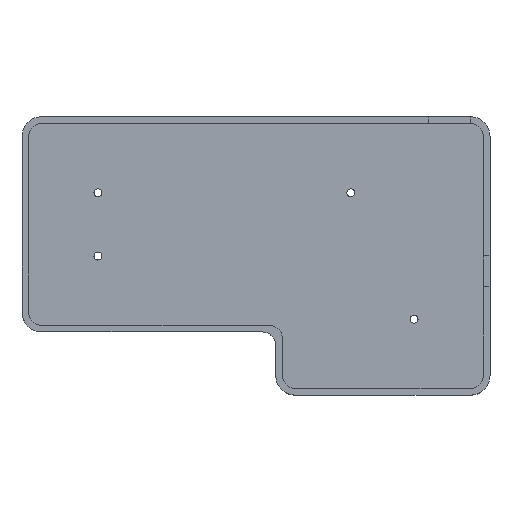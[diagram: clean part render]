
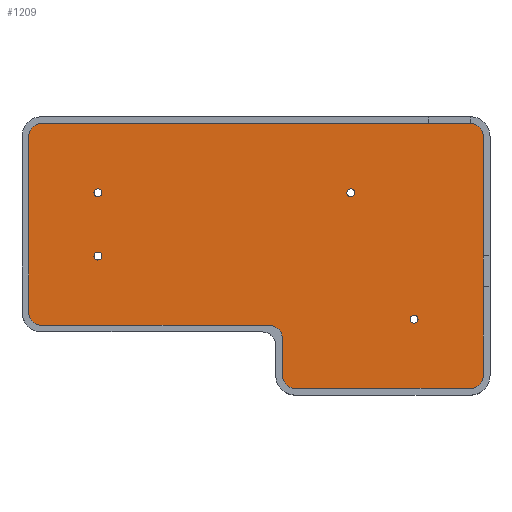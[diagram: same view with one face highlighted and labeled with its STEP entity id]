
A CAD part, top view. The second image highlights one B-rep face of the part: STEP entity #1209.
In plain terms, the highlighted planar face has unit normal (0, 0, 1).
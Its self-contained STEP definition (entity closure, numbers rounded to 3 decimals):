
#660 = VERTEX_POINT('',#661);
#661 = CARTESIAN_POINT('',(119.338,-60.988,1.6));
#669 = EDGE_CURVE('',#660,#660,#670,.T.);
#670 = CIRCLE('',#671,1.2);
#671 = AXIS2_PLACEMENT_3D('',#672,#673,#674);
#672 = CARTESIAN_POINT('',(118.138,-60.988,1.6));
#673 = DIRECTION('',(0.,0.,1.));
#674 = DIRECTION('',(1.,0.,0.));
#685 = VERTEX_POINT('',#686);
#686 = CARTESIAN_POINT('',(100.288,-22.888,1.6));
#694 = EDGE_CURVE('',#685,#685,#695,.T.);
#695 = CIRCLE('',#696,1.2);
#696 = AXIS2_PLACEMENT_3D('',#697,#698,#699);
#697 = CARTESIAN_POINT('',(99.088,-22.888,1.6));
#698 = DIRECTION('',(0.,0.,1.));
#699 = DIRECTION('',(1.,0.,0.));
#710 = VERTEX_POINT('',#711);
#711 = CARTESIAN_POINT('',(24.088,-41.938,1.6));
#719 = EDGE_CURVE('',#710,#710,#720,.T.);
#720 = CIRCLE('',#721,1.2);
#721 = AXIS2_PLACEMENT_3D('',#722,#723,#724);
#722 = CARTESIAN_POINT('',(22.888,-41.938,1.6));
#723 = DIRECTION('',(0.,0.,1.));
#724 = DIRECTION('',(1.,0.,0.));
#735 = VERTEX_POINT('',#736);
#736 = CARTESIAN_POINT('',(24.088,-22.888,1.6));
#744 = EDGE_CURVE('',#735,#735,#745,.T.);
#745 = CIRCLE('',#746,1.2);
#746 = AXIS2_PLACEMENT_3D('',#747,#748,#749);
#747 = CARTESIAN_POINT('',(22.888,-22.888,1.6));
#748 = DIRECTION('',(0.,0.,1.));
#749 = DIRECTION('',(1.,0.,0.));
#785 = VERTEX_POINT('',#786);
#786 = CARTESIAN_POINT('',(139.025,-77.906,1.6));
#792 = EDGE_CURVE('',#785,#793,#795,.T.);
#793 = VERTEX_POINT('',#794);
#794 = CARTESIAN_POINT('',(139.025,-5.969,1.6));
#795 = LINE('',#796,#797);
#796 = CARTESIAN_POINT('',(139.025,-81.875,1.6));
#797 = VECTOR('',#798,1.);
#798 = DIRECTION('',(0.,1.,0.));
#841 = VERTEX_POINT('',#842);
#842 = CARTESIAN_POINT('',(135.056,-81.875,1.6));
#848 = EDGE_CURVE('',#785,#841,#849,.T.);
#849 = CIRCLE('',#850,3.969);
#850 = AXIS2_PLACEMENT_3D('',#851,#852,#853);
#851 = CARTESIAN_POINT('',(135.056,-77.906,1.6));
#852 = DIRECTION('',(0.,0.,-1.));
#853 = DIRECTION('',(0.,1.,0.));
#890 = VERTEX_POINT('',#891);
#891 = CARTESIAN_POINT('',(82.419,-81.875,1.6));
#897 = EDGE_CURVE('',#890,#841,#898,.T.);
#898 = LINE('',#899,#900);
#899 = CARTESIAN_POINT('',(78.45,-81.875,1.6));
#900 = VECTOR('',#901,1.);
#901 = DIRECTION('',(1.,0.,0.));
#914 = VERTEX_POINT('',#915);
#915 = CARTESIAN_POINT('',(5.969,-2.,1.6));
#921 = EDGE_CURVE('',#914,#922,#924,.T.);
#922 = VERTEX_POINT('',#923);
#923 = CARTESIAN_POINT('',(135.056,-2.,1.6));
#924 = LINE('',#925,#926);
#925 = CARTESIAN_POINT('',(2.,-2.,1.6));
#926 = VECTOR('',#927,1.);
#927 = DIRECTION('',(1.,0.,0.));
#954 = VERTEX_POINT('',#955);
#955 = CARTESIAN_POINT('',(78.45,-77.906,1.6));
#961 = EDGE_CURVE('',#890,#954,#962,.T.);
#962 = CIRCLE('',#963,3.969);
#963 = AXIS2_PLACEMENT_3D('',#964,#965,#966);
#964 = CARTESIAN_POINT('',(82.419,-77.906,1.6));
#965 = DIRECTION('',(0.,0.,-1.));
#966 = DIRECTION('',(0.,1.,0.));
#979 = EDGE_CURVE('',#980,#914,#982,.T.);
#980 = VERTEX_POINT('',#981);
#981 = CARTESIAN_POINT('',(2.,-5.969,1.6));
#982 = CIRCLE('',#983,3.969);
#983 = AXIS2_PLACEMENT_3D('',#984,#985,#986);
#984 = CARTESIAN_POINT('',(5.969,-5.969,1.6));
#985 = DIRECTION('',(0.,0.,-1.));
#986 = DIRECTION('',(0.,1.,0.));
#1004 = EDGE_CURVE('',#954,#1005,#1007,.T.);
#1005 = VERTEX_POINT('',#1006);
#1006 = CARTESIAN_POINT('',(78.45,-66.794,1.6));
#1007 = LINE('',#1008,#1009);
#1008 = CARTESIAN_POINT('',(78.45,-81.875,1.6));
#1009 = VECTOR('',#1010,1.);
#1010 = DIRECTION('',(0.,1.,0.));
#1028 = VERTEX_POINT('',#1029);
#1029 = CARTESIAN_POINT('',(2.,-58.856,1.6));
#1035 = EDGE_CURVE('',#1028,#980,#1036,.T.);
#1036 = LINE('',#1037,#1038);
#1037 = CARTESIAN_POINT('',(2.,-62.825,1.6));
#1038 = VECTOR('',#1039,1.);
#1039 = DIRECTION('',(0.,1.,0.));
#1052 = VERTEX_POINT('',#1053);
#1053 = CARTESIAN_POINT('',(74.481,-62.825,1.6));
#1059 = EDGE_CURVE('',#1005,#1052,#1060,.T.);
#1060 = CIRCLE('',#1061,3.969);
#1061 = AXIS2_PLACEMENT_3D('',#1062,#1063,#1064);
#1062 = CARTESIAN_POINT('',(74.481,-66.794,1.6));
#1063 = DIRECTION('',(0.,-0.,1.));
#1064 = DIRECTION('',(0.,1.,0.));
#1077 = EDGE_CURVE('',#1078,#1028,#1080,.T.);
#1078 = VERTEX_POINT('',#1079);
#1079 = CARTESIAN_POINT('',(5.969,-62.825,1.6));
#1080 = CIRCLE('',#1081,3.969);
#1081 = AXIS2_PLACEMENT_3D('',#1082,#1083,#1084);
#1082 = CARTESIAN_POINT('',(5.969,-58.856,1.6));
#1083 = DIRECTION('',(0.,0.,-1.));
#1084 = DIRECTION('',(0.,1.,0.));
#1102 = EDGE_CURVE('',#1052,#1078,#1103,.T.);
#1103 = LINE('',#1104,#1105);
#1104 = CARTESIAN_POINT('',(78.45,-62.825,1.6));
#1105 = VECTOR('',#1106,1.);
#1106 = DIRECTION('',(-1.,0.,0.));
#1209 = ADVANCED_FACE('',(#1210,#1230,#1233,#1236,#1239),#1242,.F.);
#1210 = FACE_BOUND('',#1211,.F.);
#1211 = EDGE_LOOP('',(#1212,#1213,#1214,#1215,#1216,#1217,#1218,#1219,
    #1226,#1227,#1228,#1229));
#1212 = ORIENTED_EDGE('',*,*,#1004,.T.);
#1213 = ORIENTED_EDGE('',*,*,#1059,.T.);
#1214 = ORIENTED_EDGE('',*,*,#1102,.T.);
#1215 = ORIENTED_EDGE('',*,*,#1077,.T.);
#1216 = ORIENTED_EDGE('',*,*,#1035,.T.);
#1217 = ORIENTED_EDGE('',*,*,#979,.T.);
#1218 = ORIENTED_EDGE('',*,*,#921,.T.);
#1219 = ORIENTED_EDGE('',*,*,#1220,.F.);
#1220 = EDGE_CURVE('',#793,#922,#1221,.T.);
#1221 = CIRCLE('',#1222,3.969);
#1222 = AXIS2_PLACEMENT_3D('',#1223,#1224,#1225);
#1223 = CARTESIAN_POINT('',(135.056,-5.969,1.6));
#1224 = DIRECTION('',(0.,-0.,1.));
#1225 = DIRECTION('',(0.,1.,0.));
#1226 = ORIENTED_EDGE('',*,*,#792,.F.);
#1227 = ORIENTED_EDGE('',*,*,#848,.T.);
#1228 = ORIENTED_EDGE('',*,*,#897,.F.);
#1229 = ORIENTED_EDGE('',*,*,#961,.T.);
#1230 = FACE_BOUND('',#1231,.F.);
#1231 = EDGE_LOOP('',(#1232));
#1232 = ORIENTED_EDGE('',*,*,#669,.T.);
#1233 = FACE_BOUND('',#1234,.F.);
#1234 = EDGE_LOOP('',(#1235));
#1235 = ORIENTED_EDGE('',*,*,#694,.T.);
#1236 = FACE_BOUND('',#1237,.F.);
#1237 = EDGE_LOOP('',(#1238));
#1238 = ORIENTED_EDGE('',*,*,#719,.T.);
#1239 = FACE_BOUND('',#1240,.F.);
#1240 = EDGE_LOOP('',(#1241));
#1241 = ORIENTED_EDGE('',*,*,#744,.T.);
#1242 = PLANE('',#1243);
#1243 = AXIS2_PLACEMENT_3D('',#1244,#1245,#1246);
#1244 = CARTESIAN_POINT('',(73.87,-38.58,1.6));
#1245 = DIRECTION('',(-0.,-0.,-1.));
#1246 = DIRECTION('',(-1.,0.,0.));
